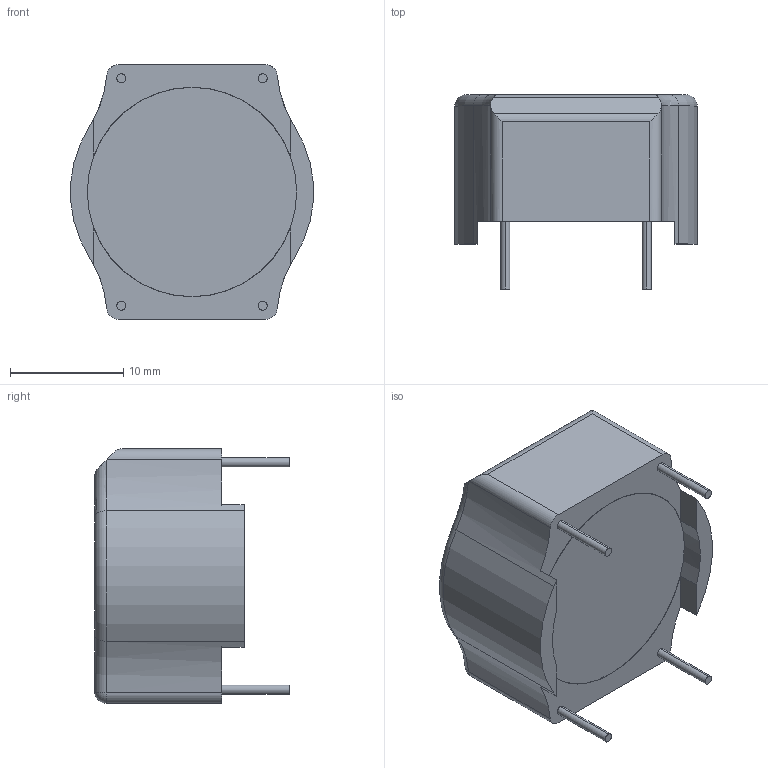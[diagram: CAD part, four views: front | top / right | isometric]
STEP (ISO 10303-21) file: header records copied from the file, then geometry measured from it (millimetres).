
FILE_DESCRIPTION (( 'STEP AP214' ), '1' );
FILE_NAME ('User Library-RN114.STEP', '2019-05-23T08:56:30', ( '' ), ( '' ), 'SwSTEP 2.0', 'SolidWorks 2019', '' );
FILE_SCHEMA (( 'AUTOMOTIVE_DESIGN' ));
Length unit declared in the file: millimetre
Products named in the file (1): User Library-RN114
Bounding box: 21.43 x 17.19 x 22.5 mm (x, y, z)
Volume: 4619.8 mm3; surface area: 1796.3 mm2
Topology: 1 solids, 1 shells, 112 faces, 289 edges, 188 vertices
Faces by surface type: plane 69, cylinder 23, bspline 12, torus 6, sphere 2
Entity records: 5161 total; most frequent: CARTESIAN_POINT 1222, ORIENTED_EDGE 574, DIRECTION 515, EDGE_CURVE 287, LINE 193, VECTOR 193, VERTEX_POINT 188, AXIS2_PLACEMENT_3D 161
